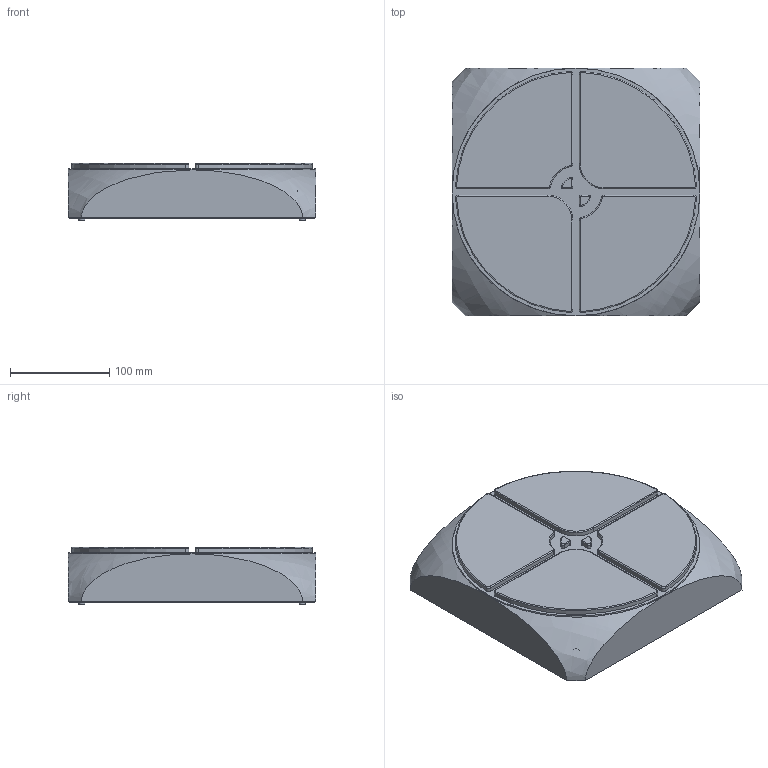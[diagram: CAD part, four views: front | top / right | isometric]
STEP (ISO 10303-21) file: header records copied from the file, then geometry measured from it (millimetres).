
FILE_DESCRIPTION(/* description */ (''),/* implementation_level */ '2;1');
FILE_NAME(/* name */ 'integral_console_top_fill_170125.stp',/* time_stamp */ '2017-01-25T20:13:37+09:00',/* author */ (''),/* organization */ (''),/* preprocessor_version */ 'ST-DEVELOPER v16',/* originating_system */ 'SIEMENS PLM Software NX 10.0',/* authorisation */ '');
FILE_SCHEMA (('AP203_CONFIGURATION_CONTROLLED_3D_DESIGN_OF_MECHANICAL_PARTS_AND_ASSEMBLIES_MIM_LF { 1 0 10303 403 2 1 2}'));
Products named in the file (1): A06802E42bhff
Bounding box: 250 x 250 x 57.72 mm (x, y, z)
Volume: 225261.4 mm3; surface area: 222856.6 mm2
Topology: 1 solids, 1 shells, 212 faces, 523 edges, 335 vertices
Faces by surface type: plane 92, cylinder 72, bspline 26, torus 22
Full cylindrical faces by diameter (mm): 2.8 x4, 3 x4, 6 x4, 245.997 x1, 249.997 x1
Entity records: 38814 total; most frequent: CARTESIAN_POINT 33927, ORIENTED_EDGE 992, DIRECTION 972, EDGE_CURVE 496, AXIS2_PLACEMENT_3D 373, VERTEX_POINT 322, EDGE_LOOP 248, LINE 226
